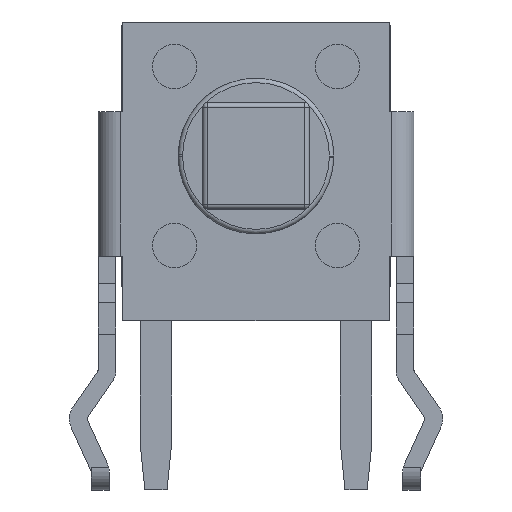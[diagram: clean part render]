
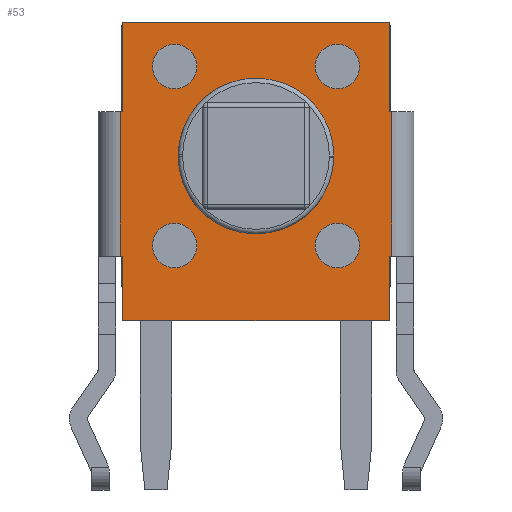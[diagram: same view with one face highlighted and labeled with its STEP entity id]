
A CAD part, top view. The second image highlights one B-rep face of the part: STEP entity #53.
In plain terms, the highlighted planar face has unit normal (0, 0, 1).
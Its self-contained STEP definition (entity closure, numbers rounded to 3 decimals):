
#53=ADVANCED_FACE('',(#259,#260,#261,#262,#263,#264),#265,.T.);
#259=FACE_OUTER_BOUND('',#664,.T.);
#260=FACE_BOUND('',#665,.T.);
#261=FACE_BOUND('',#666,.T.);
#262=FACE_BOUND('',#667,.T.);
#263=FACE_BOUND('',#668,.T.);
#264=FACE_BOUND('',#669,.T.);
#265=PLANE('',#670);
#664=EDGE_LOOP('',(#1105,#1106,#1107,#1108,#1109,#1110,#1111,#1112,#1113,#1114,#1115,#1116));
#665=EDGE_LOOP('',(#1117,#1118));
#666=EDGE_LOOP('',(#1119,#1120));
#667=EDGE_LOOP('',(#1121,#1122));
#668=EDGE_LOOP('',(#1123,#1124));
#669=EDGE_LOOP('',(#1125,#1126));
#670=AXIS2_PLACEMENT_3D('',#1127,#1128,#1129);
#1105=ORIENTED_EDGE('',*,*,#2736,.F.);
#1106=ORIENTED_EDGE('',*,*,#2737,.T.);
#1107=ORIENTED_EDGE('',*,*,#2738,.F.);
#1108=ORIENTED_EDGE('',*,*,#2739,.T.);
#1109=ORIENTED_EDGE('',*,*,#2740,.T.);
#1110=ORIENTED_EDGE('',*,*,#2741,.F.);
#1111=ORIENTED_EDGE('',*,*,#2742,.F.);
#1112=ORIENTED_EDGE('',*,*,#2743,.T.);
#1113=ORIENTED_EDGE('',*,*,#2744,.F.);
#1114=ORIENTED_EDGE('',*,*,#2745,.F.);
#1115=ORIENTED_EDGE('',*,*,#2746,.T.);
#1116=ORIENTED_EDGE('',*,*,#2747,.F.);
#1117=ORIENTED_EDGE('',*,*,#2748,.F.);
#1118=ORIENTED_EDGE('',*,*,#2749,.F.);
#1119=ORIENTED_EDGE('',*,*,#2750,.F.);
#1120=ORIENTED_EDGE('',*,*,#2751,.F.);
#1121=ORIENTED_EDGE('',*,*,#2752,.F.);
#1122=ORIENTED_EDGE('',*,*,#2753,.F.);
#1123=ORIENTED_EDGE('',*,*,#2754,.F.);
#1124=ORIENTED_EDGE('',*,*,#2755,.F.);
#1125=ORIENTED_EDGE('',*,*,#2756,.F.);
#1126=ORIENTED_EDGE('',*,*,#2757,.F.);
#1127=CARTESIAN_POINT('',(-3.05,3.0,0.0));
#1128=DIRECTION('',(0.0,0.0,1.0));
#1129=DIRECTION('',(1.0,0.0,0.0));
#2736=EDGE_CURVE('',#3294,#3295,#3296,.T.);
#2737=EDGE_CURVE('',#3294,#3297,#3298,.T.);
#2738=EDGE_CURVE('',#3299,#3297,#3300,.T.);
#2739=EDGE_CURVE('',#3299,#3301,#3302,.T.);
#2740=EDGE_CURVE('',#3301,#3303,#3304,.T.);
#2741=EDGE_CURVE('',#3305,#3303,#3306,.T.);
#2742=EDGE_CURVE('',#3307,#3305,#3308,.T.);
#2743=EDGE_CURVE('',#3307,#3309,#3310,.T.);
#2744=EDGE_CURVE('',#3311,#3309,#3312,.T.);
#2745=EDGE_CURVE('',#3313,#3311,#3314,.T.);
#2746=EDGE_CURVE('',#3313,#3315,#3316,.T.);
#2747=EDGE_CURVE('',#3295,#3315,#3317,.T.);
#2748=EDGE_CURVE('',#3318,#3319,#3320,.T.);
#2749=EDGE_CURVE('',#3319,#3318,#3321,.T.);
#2750=EDGE_CURVE('',#3322,#3323,#3324,.T.);
#2751=EDGE_CURVE('',#3323,#3322,#3325,.T.);
#2752=EDGE_CURVE('',#3326,#3327,#3328,.T.);
#2753=EDGE_CURVE('',#3327,#3326,#3329,.T.);
#2754=EDGE_CURVE('',#3330,#3331,#3332,.T.);
#2755=EDGE_CURVE('',#3331,#3330,#3333,.T.);
#2756=EDGE_CURVE('',#3334,#3335,#3336,.T.);
#2757=EDGE_CURVE('',#3335,#3334,#3337,.T.);
#3294=VERTEX_POINT('',#4178);
#3295=VERTEX_POINT('',#4179);
#3296=LINE('',#4180,#4181);
#3297=VERTEX_POINT('',#4182);
#3298=LINE('',#4183,#4184);
#3299=VERTEX_POINT('',#4185);
#3300=LINE('',#4186,#4187);
#3301=VERTEX_POINT('',#4188);
#3302=LINE('',#4189,#4190);
#3303=VERTEX_POINT('',#4191);
#3304=LINE('',#4192,#4193);
#3305=VERTEX_POINT('',#4194);
#3306=LINE('',#4195,#4196);
#3307=VERTEX_POINT('',#4197);
#3308=LINE('',#4198,#4199);
#3309=VERTEX_POINT('',#4200);
#3310=LINE('',#4201,#4202);
#3311=VERTEX_POINT('',#4203);
#3312=LINE('',#4204,#4205);
#3313=VERTEX_POINT('',#4206);
#3314=LINE('',#4207,#4208);
#3315=VERTEX_POINT('',#4209);
#3316=LINE('',#4210,#4211);
#3317=LINE('',#4212,#4213);
#3318=VERTEX_POINT('',#4214);
#3319=VERTEX_POINT('',#4215);
#3320=CIRCLE('',#4216,0.5);
#3321=CIRCLE('',#4217,0.5);
#3322=VERTEX_POINT('',#4218);
#3323=VERTEX_POINT('',#4219);
#3324=CIRCLE('',#4220,0.5);
#3325=CIRCLE('',#4221,0.5);
#3326=VERTEX_POINT('',#4222);
#3327=VERTEX_POINT('',#4223);
#3328=CIRCLE('',#4224,0.5);
#3329=CIRCLE('',#4225,0.5);
#3330=VERTEX_POINT('',#4226);
#3331=VERTEX_POINT('',#4227);
#3332=CIRCLE('',#4228,0.5);
#3333=CIRCLE('',#4229,0.5);
#3334=VERTEX_POINT('',#4230);
#3335=VERTEX_POINT('',#4231);
#3336=CIRCLE('',#4232,1.75);
#3337=CIRCLE('',#4233,1.75);
#4178=CARTESIAN_POINT('',(-3.0,3.0,0.0));
#4179=CARTESIAN_POINT('',(3.0,3.0,0.0));
#4180=CARTESIAN_POINT('',(-3.0,3.0,0.0));
#4181=VECTOR('',#5429,6.0);
#4182=CARTESIAN_POINT('',(-3.0,1.0,0.0));
#4183=CARTESIAN_POINT('',(-3.0,3.0,0.0));
#4184=VECTOR('',#5430,2.0);
#4185=CARTESIAN_POINT('',(-3.05,1.0,0.0));
#4186=CARTESIAN_POINT('',(-3.05,1.0,0.0));
#4187=VECTOR('',#5431,0.05);
#4188=CARTESIAN_POINT('',(-3.05,-2.25,0.0));
#4189=CARTESIAN_POINT('',(-3.05,1.0,0.0));
#4190=VECTOR('',#5432,3.25);
#4191=CARTESIAN_POINT('',(-3.0,-2.25,0.0));
#4192=CARTESIAN_POINT('',(-3.05,-2.25,0.0));
#4193=VECTOR('',#5433,0.05);
#4194=CARTESIAN_POINT('',(-3.0,-3.7,0.0));
#4195=CARTESIAN_POINT('',(-3.0,-3.7,0.0));
#4196=VECTOR('',#5434,1.45);
#4197=CARTESIAN_POINT('',(3.0,-3.7,0.0));
#4198=CARTESIAN_POINT('',(3.0,-3.7,0.0));
#4199=VECTOR('',#5435,6.0);
#4200=CARTESIAN_POINT('',(3.0,-2.25,0.0));
#4201=CARTESIAN_POINT('',(3.0,-3.7,0.0));
#4202=VECTOR('',#5436,1.45);
#4203=CARTESIAN_POINT('',(3.05,-2.25,0.0));
#4204=CARTESIAN_POINT('',(3.05,-2.25,0.0));
#4205=VECTOR('',#5437,0.05);
#4206=CARTESIAN_POINT('',(3.05,1.0,0.0));
#4207=CARTESIAN_POINT('',(3.05,1.0,0.0));
#4208=VECTOR('',#5438,3.25);
#4209=CARTESIAN_POINT('',(3.0,1.0,0.0));
#4210=CARTESIAN_POINT('',(3.05,1.0,0.0));
#4211=VECTOR('',#5439,0.05);
#4212=CARTESIAN_POINT('',(3.0,3.0,0.0));
#4213=VECTOR('',#5440,2.0);
#4214=CARTESIAN_POINT('',(1.331,2.012,0.0));
#4215=CARTESIAN_POINT('',(2.331,2.012,0.0));
#4216=AXIS2_PLACEMENT_3D('',#5441,#5442,#5443);
#4217=AXIS2_PLACEMENT_3D('',#5444,#5445,#5446);
#4218=CARTESIAN_POINT('',(-2.331,2.012,0.0));
#4219=CARTESIAN_POINT('',(-1.331,2.012,0.0));
#4220=AXIS2_PLACEMENT_3D('',#5447,#5448,#5449);
#4221=AXIS2_PLACEMENT_3D('',#5450,#5451,#5452);
#4222=CARTESIAN_POINT('',(-2.331,-2.012,0.0));
#4223=CARTESIAN_POINT('',(-1.331,-2.012,0.0));
#4224=AXIS2_PLACEMENT_3D('',#5453,#5454,#5455);
#4225=AXIS2_PLACEMENT_3D('',#5456,#5457,#5458);
#4226=CARTESIAN_POINT('',(1.331,-2.012,0.0));
#4227=CARTESIAN_POINT('',(2.331,-2.012,0.0));
#4228=AXIS2_PLACEMENT_3D('',#5459,#5460,#5461);
#4229=AXIS2_PLACEMENT_3D('',#5462,#5463,#5464);
#4230=CARTESIAN_POINT('',(-1.75,0.0,0.0));
#4231=CARTESIAN_POINT('',(1.75,0.0,0.0));
#4232=AXIS2_PLACEMENT_3D('',#5465,#5466,#5467);
#4233=AXIS2_PLACEMENT_3D('',#5468,#5469,#5470);
#5429=DIRECTION('',(1.0,0.0,0.0));
#5430=DIRECTION('',(0.0,-1.0,0.0));
#5431=DIRECTION('',(1.0,0.0,0.0));
#5432=DIRECTION('',(0.0,-1.0,0.0));
#5433=DIRECTION('',(1.0,0.0,0.0));
#5434=DIRECTION('',(0.0,1.0,0.0));
#5435=DIRECTION('',(-1.0,0.0,0.0));
#5436=DIRECTION('',(0.0,1.0,0.0));
#5437=DIRECTION('',(-1.0,0.0,0.0));
#5438=DIRECTION('',(0.0,-1.0,0.0));
#5439=DIRECTION('',(-1.0,0.0,0.0));
#5440=DIRECTION('',(0.0,-1.0,0.0));
#5441=CARTESIAN_POINT('',(1.831,2.012,0.0));
#5442=DIRECTION('',(0.0,0.0,1.0));
#5443=DIRECTION('',(-1.0,0.0,0.0));
#5444=CARTESIAN_POINT('',(1.831,2.012,0.0));
#5445=DIRECTION('',(0.0,0.0,1.0));
#5446=DIRECTION('',(1.0,0.0,0.0));
#5447=CARTESIAN_POINT('',(-1.831,2.012,0.0));
#5448=DIRECTION('',(0.0,0.0,1.0));
#5449=DIRECTION('',(-1.0,0.0,0.0));
#5450=CARTESIAN_POINT('',(-1.831,2.012,0.0));
#5451=DIRECTION('',(0.0,0.0,1.0));
#5452=DIRECTION('',(1.0,0.0,0.0));
#5453=CARTESIAN_POINT('',(-1.831,-2.012,0.0));
#5454=DIRECTION('',(0.0,0.0,1.0));
#5455=DIRECTION('',(-1.0,0.0,0.0));
#5456=CARTESIAN_POINT('',(-1.831,-2.012,0.0));
#5457=DIRECTION('',(0.0,0.0,1.0));
#5458=DIRECTION('',(1.0,0.0,0.0));
#5459=CARTESIAN_POINT('',(1.831,-2.012,0.0));
#5460=DIRECTION('',(0.0,0.0,1.0));
#5461=DIRECTION('',(-1.0,0.0,0.0));
#5462=CARTESIAN_POINT('',(1.831,-2.012,0.0));
#5463=DIRECTION('',(0.0,0.0,1.0));
#5464=DIRECTION('',(1.0,0.0,0.0));
#5465=CARTESIAN_POINT('',(0.0,0.0,0.0));
#5466=DIRECTION('',(0.0,0.0,1.0));
#5467=DIRECTION('',(-1.0,0.0,0.0));
#5468=CARTESIAN_POINT('',(0.0,0.0,0.0));
#5469=DIRECTION('',(0.0,0.0,1.0));
#5470=DIRECTION('',(1.0,0.0,0.0));
